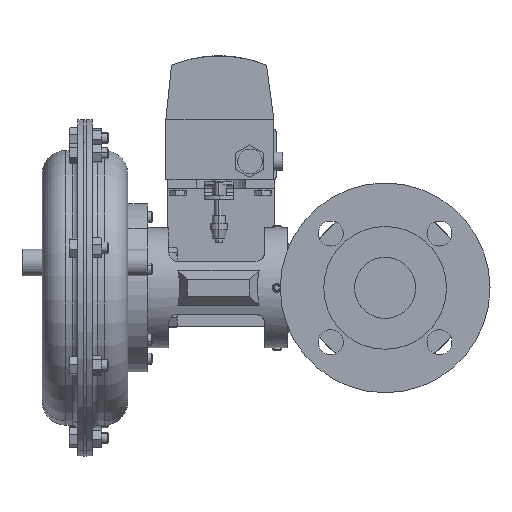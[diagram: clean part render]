
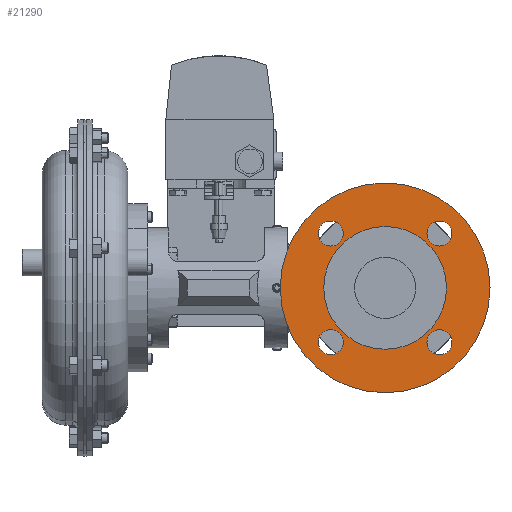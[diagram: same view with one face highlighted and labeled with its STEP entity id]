
A CAD part, left-side view. The second image highlights one B-rep face of the part: STEP entity #21290.
In plain terms, the highlighted planar face has unit normal (-1, 0, 0).
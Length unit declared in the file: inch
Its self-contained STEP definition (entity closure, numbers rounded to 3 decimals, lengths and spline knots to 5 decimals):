
#323 = EDGE_CURVE ( 'NONE', #23161, #14456, #28701, .T. ) ;
#801 = DIRECTION ( 'NONE',  ( -1., 0., 0. ) ) ;
#1371 = CARTESIAN_POINT ( 'NONE',  ( -3.815, 0., 0. ) ) ;
#2550 = DIRECTION ( 'NONE',  ( 0., 0., 1. ) ) ;
#3800 = AXIS2_PLACEMENT_3D ( 'NONE', #15336, #34835, #18139 ) ;
#4220 = DIRECTION ( 'NONE',  ( 0., 0., -1. ) ) ;
#4282 = CIRCLE ( 'NONE', #3800, 0.35325 ) ;
#4287 = ORIENTED_EDGE ( 'NONE', *, *, #7751, .F. ) ;
#4328 = EDGE_CURVE ( 'NONE', #9423, #15698, #10609, .T. ) ;
#4644 = CARTESIAN_POINT ( 'NONE',  ( -3.815, 1.53089, -1.53089 ) ) ;
#5128 = AXIS2_PLACEMENT_3D ( 'NONE', #22461, #5686, #25256 ) ;
#5670 = CARTESIAN_POINT ( 'NONE',  ( -3.815, -1.53089, -1.17764 ) ) ;
#5686 = DIRECTION ( 'NONE',  ( -1., 0., 0. ) ) ;
#5693 = CARTESIAN_POINT ( 'NONE',  ( -3.815, -1.53089, -1.88414 ) ) ;
#5931 = VERTEX_POINT ( 'NONE', #13202 ) ;
#6466 = CIRCLE ( 'NONE', #25338, 2.955 ) ;
#7167 = CARTESIAN_POINT ( 'NONE',  ( -3.815, -1.53089, -1.53089 ) ) ;
#7451 = DIRECTION ( 'NONE',  ( 0., 1., 0. ) ) ;
#7736 = VERTEX_POINT ( 'NONE', #26487 ) ;
#7751 = EDGE_CURVE ( 'NONE', #15269, #31278, #6466, .T. ) ;
#7828 = ORIENTED_EDGE ( 'NONE', *, *, #18487, .F. ) ;
#7829 = AXIS2_PLACEMENT_3D ( 'NONE', #17544, #801, #20380 ) ;
#8081 = FACE_BOUND ( 'NONE', #15802, .T. ) ;
#8317 = CARTESIAN_POINT ( 'NONE',  ( -3.815, 0., 0. ) ) ;
#8338 = DIRECTION ( 'NONE',  ( 1., 0., 0. ) ) ;
#8477 = PLANE ( 'NONE',  #11169 ) ;
#8566 = ORIENTED_EDGE ( 'NONE', *, *, #34295, .F. ) ;
#8622 = CIRCLE ( 'NONE', #12282, 0.35325 ) ;
#9229 = CARTESIAN_POINT ( 'NONE',  ( -3.815, -1.53089, 1.88414 ) ) ;
#9423 = VERTEX_POINT ( 'NONE', #17249 ) ;
#9535 = CARTESIAN_POINT ( 'NONE',  ( -3.815, 1.53089, 1.17764 ) ) ;
#9818 = EDGE_CURVE ( 'NONE', #7736, #33040, #10304, .T. ) ;
#10008 = DIRECTION ( 'NONE',  ( 0., 0., -1. ) ) ;
#10292 = CARTESIAN_POINT ( 'NONE',  ( -3.815, 1.53089, -1.88414 ) ) ;
#10304 = CIRCLE ( 'NONE', #18530, 1.73 ) ;
#10344 = CARTESIAN_POINT ( 'NONE',  ( -3.815, -1.53089, -1.53089 ) ) ;
#10605 = CIRCLE ( 'NONE', #24539, 2.955 ) ;
#10609 = CIRCLE ( 'NONE', #14923, 0.35325 ) ;
#10737 = DIRECTION ( 'NONE',  ( 1., 0., 0. ) ) ;
#10796 = CIRCLE ( 'NONE', #7829, 0.35325 ) ;
#11133 = DIRECTION ( 'NONE',  ( 0., 0., -1. ) ) ;
#11169 = AXIS2_PLACEMENT_3D ( 'NONE', #22426, #28021, #11279 ) ;
#11279 = DIRECTION ( 'NONE',  ( 0., 0., 1. ) ) ;
#11281 = VERTEX_POINT ( 'NONE', #9229 ) ;
#11995 = EDGE_CURVE ( 'NONE', #33040, #7736, #24758, .T. ) ;
#12282 = AXIS2_PLACEMENT_3D ( 'NONE', #4644, #24217, #7451 ) ;
#12812 = ORIENTED_EDGE ( 'NONE', *, *, #34923, .F. ) ;
#13061 = CARTESIAN_POINT ( 'NONE',  ( -3.815, 1.53089, -1.17764 ) ) ;
#13129 = DIRECTION ( 'NONE',  ( 0., 0., -1. ) ) ;
#13202 = CARTESIAN_POINT ( 'NONE',  ( -3.815, -1.53089, 1.17764 ) ) ;
#14456 = VERTEX_POINT ( 'NONE', #13061 ) ;
#14574 = CARTESIAN_POINT ( 'NONE',  ( -3.815, 0., -2.955 ) ) ;
#14624 = FACE_BOUND ( 'NONE', #32672, .T. ) ;
#14641 = ORIENTED_EDGE ( 'NONE', *, *, #11995, .T. ) ;
#14923 = AXIS2_PLACEMENT_3D ( 'NONE', #30905, #30824, #2550 ) ;
#15269 = VERTEX_POINT ( 'NONE', #14574 ) ;
#15336 = CARTESIAN_POINT ( 'NONE',  ( -3.815, 1.53089, 1.53089 ) ) ;
#15698 = VERTEX_POINT ( 'NONE', #9535 ) ;
#15802 = EDGE_LOOP ( 'NONE', ( #17269, #14641 ) ) ;
#16629 = CARTESIAN_POINT ( 'NONE',  ( -3.815, 0., 1.73 ) ) ;
#16905 = AXIS2_PLACEMENT_3D ( 'NONE', #7167, #26745, #10008 ) ;
#17201 = DIRECTION ( 'NONE',  ( -1., 0., 0. ) ) ;
#17246 = DIRECTION ( 'NONE',  ( 0., 1., 0. ) ) ;
#17249 = CARTESIAN_POINT ( 'NONE',  ( -3.815, 1.53089, 1.88414 ) ) ;
#17269 = ORIENTED_EDGE ( 'NONE', *, *, #9818, .T. ) ;
#17446 = CARTESIAN_POINT ( 'NONE',  ( -3.815, 1.53089, -1.53089 ) ) ;
#17544 = CARTESIAN_POINT ( 'NONE',  ( -3.815, -1.53089, 1.53089 ) ) ;
#18139 = DIRECTION ( 'NONE',  ( 0., 0., 1. ) ) ;
#18487 = EDGE_CURVE ( 'NONE', #15698, #9423, #4282, .T. ) ;
#18521 = EDGE_CURVE ( 'NONE', #23926, #18709, #25744, .T. ) ;
#18530 = AXIS2_PLACEMENT_3D ( 'NONE', #25089, #8338, #27891 ) ;
#18709 = VERTEX_POINT ( 'NONE', #5693 ) ;
#19525 = EDGE_CURVE ( 'NONE', #14456, #23161, #8622, .T. ) ;
#19799 = EDGE_CURVE ( 'NONE', #11281, #5931, #10796, .T. ) ;
#20380 = DIRECTION ( 'NONE',  ( 0., -1., 0. ) ) ;
#20644 = EDGE_LOOP ( 'NONE', ( #34291, #8566 ) ) ;
#20702 = ORIENTED_EDGE ( 'NONE', *, *, #31813, .F. ) ;
#20986 = DIRECTION ( 'NONE',  ( 1., 0., 0. ) ) ;
#21213 = FACE_BOUND ( 'NONE', #34419, .T. ) ;
#21290 = ADVANCED_FACE ( 'NONE', ( #21213, #28623, #35968, #14624, #8081, #22096 ), #8477, .T. ) ;
#22096 = FACE_OUTER_BOUND ( 'NONE', #33913, .T. ) ;
#22426 = CARTESIAN_POINT ( 'NONE',  ( -3.815, 1.73, 0. ) ) ;
#22461 = CARTESIAN_POINT ( 'NONE',  ( -3.815, -1.53089, 1.53089 ) ) ;
#23161 = VERTEX_POINT ( 'NONE', #10292 ) ;
#23926 = VERTEX_POINT ( 'NONE', #5670 ) ;
#24217 = DIRECTION ( 'NONE',  ( -1., 0., 0. ) ) ;
#24539 = AXIS2_PLACEMENT_3D ( 'NONE', #8317, #27869, #11133 ) ;
#24632 = CIRCLE ( 'NONE', #28475, 0.35325 ) ;
#24758 = CIRCLE ( 'NONE', #25945, 1.73 ) ;
#25089 = CARTESIAN_POINT ( 'NONE',  ( -3.815, 0., 0. ) ) ;
#25256 = DIRECTION ( 'NONE',  ( 0., -1., 0. ) ) ;
#25338 = AXIS2_PLACEMENT_3D ( 'NONE', #1371, #20986, #4220 ) ;
#25744 = CIRCLE ( 'NONE', #16905, 0.35325 ) ;
#25945 = AXIS2_PLACEMENT_3D ( 'NONE', #27469, #10737, #30265 ) ;
#26484 = ORIENTED_EDGE ( 'NONE', *, *, #4328, .F. ) ;
#26487 = CARTESIAN_POINT ( 'NONE',  ( -3.815, 0., -1.73 ) ) ;
#26493 = CIRCLE ( 'NONE', #5128, 0.35325 ) ;
#26627 = EDGE_LOOP ( 'NONE', ( #34676, #20702 ) ) ;
#26745 = DIRECTION ( 'NONE',  ( -1., 0., 0. ) ) ;
#27469 = CARTESIAN_POINT ( 'NONE',  ( -3.815, 0., 0. ) ) ;
#27869 = DIRECTION ( 'NONE',  ( 1., 0., 0. ) ) ;
#27891 = DIRECTION ( 'NONE',  ( 0., 0., -1. ) ) ;
#28021 = DIRECTION ( 'NONE',  ( -1., 0., 0. ) ) ;
#28475 = AXIS2_PLACEMENT_3D ( 'NONE', #10344, #29860, #13129 ) ;
#28623 = FACE_BOUND ( 'NONE', #20644, .T. ) ;
#28701 = CIRCLE ( 'NONE', #29353, 0.35325 ) ;
#29353 = AXIS2_PLACEMENT_3D ( 'NONE', #17446, #17201, #17246 ) ;
#29579 = ORIENTED_EDGE ( 'NONE', *, *, #19525, .F. ) ;
#29860 = DIRECTION ( 'NONE',  ( -1., 0., 0. ) ) ;
#30265 = DIRECTION ( 'NONE',  ( 0., 0., -1. ) ) ;
#30824 = DIRECTION ( 'NONE',  ( -1., 0., 0. ) ) ;
#30905 = CARTESIAN_POINT ( 'NONE',  ( -3.815, 1.53089, 1.53089 ) ) ;
#31036 = CARTESIAN_POINT ( 'NONE',  ( -3.815, 0., 2.955 ) ) ;
#31278 = VERTEX_POINT ( 'NONE', #31036 ) ;
#31813 = EDGE_CURVE ( 'NONE', #5931, #11281, #26493, .T. ) ;
#32672 = EDGE_LOOP ( 'NONE', ( #26484, #7828 ) ) ;
#33040 = VERTEX_POINT ( 'NONE', #16629 ) ;
#33913 = EDGE_LOOP ( 'NONE', ( #4287, #12812 ) ) ;
#34034 = ORIENTED_EDGE ( 'NONE', *, *, #323, .F. ) ;
#34291 = ORIENTED_EDGE ( 'NONE', *, *, #18521, .F. ) ;
#34295 = EDGE_CURVE ( 'NONE', #18709, #23926, #24632, .T. ) ;
#34419 = EDGE_LOOP ( 'NONE', ( #29579, #34034 ) ) ;
#34676 = ORIENTED_EDGE ( 'NONE', *, *, #19799, .F. ) ;
#34835 = DIRECTION ( 'NONE',  ( -1., 0., 0. ) ) ;
#34923 = EDGE_CURVE ( 'NONE', #31278, #15269, #10605, .T. ) ;
#35968 = FACE_BOUND ( 'NONE', #26627, .T. ) ;
